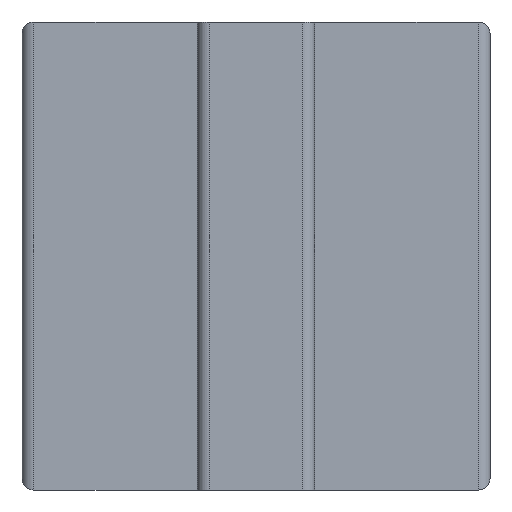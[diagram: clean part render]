
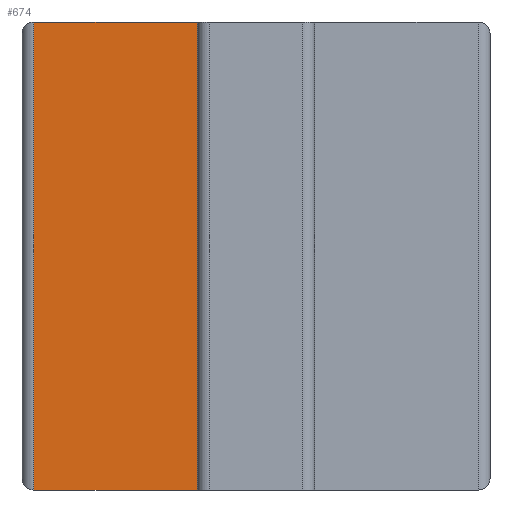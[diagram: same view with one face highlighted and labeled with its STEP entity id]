
A CAD part, front view. The second image highlights one B-rep face of the part: STEP entity #674.
In plain terms, the highlighted planar face has unit normal (0, -1, 0).
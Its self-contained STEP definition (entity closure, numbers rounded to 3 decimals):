
#34=PLANE('',#742);
#93=LINE('',#1076,#149);
#97=LINE('',#1090,#153);
#107=LINE('',#1117,#163);
#108=LINE('',#1120,#164);
#149=VECTOR('',#835,1000.);
#153=VECTOR('',#847,1000.);
#163=VECTOR('',#871,1000.);
#164=VECTOR('',#876,1000.);
#238=ORIENTED_EDGE('',*,*,#403,.T.);
#239=ORIENTED_EDGE('',*,*,#420,.F.);
#240=ORIENTED_EDGE('',*,*,#396,.F.);
#241=ORIENTED_EDGE('',*,*,#418,.T.);
#396=EDGE_CURVE('',#488,#489,#93,.T.);
#403=EDGE_CURVE('',#495,#496,#97,.T.);
#418=EDGE_CURVE('',#488,#495,#107,.T.);
#420=EDGE_CURVE('',#489,#496,#108,.T.);
#488=VERTEX_POINT('',#1075);
#489=VERTEX_POINT('',#1077);
#495=VERTEX_POINT('',#1091);
#496=VERTEX_POINT('',#1092);
#542=EDGE_LOOP('',(#238,#239,#240,#241));
#598=FACE_BOUND('',#542,.T.);
#674=ADVANCED_FACE('',(#598),#34,.F.);
#742=AXIS2_PLACEMENT_3D('',#1119,#874,#875);
#835=DIRECTION('',(1.,0.,0.));
#847=DIRECTION('',(1.,0.,0.));
#871=DIRECTION('',(0.,0.,-1.));
#874=DIRECTION('',(0.,1.,0.));
#875=DIRECTION('',(0.,0.,1.));
#876=DIRECTION('',(0.,0.,-1.));
#1075=CARTESIAN_POINT('',(-9.5,0.,10.));
#1076=CARTESIAN_POINT('',(-9.5,0.,10.));
#1077=CARTESIAN_POINT('',(-2.5,0.,10.));
#1090=CARTESIAN_POINT('',(-9.5,0.,-10.));
#1091=CARTESIAN_POINT('',(-9.5,0.,-10.));
#1092=CARTESIAN_POINT('',(-2.5,0.,-10.));
#1117=CARTESIAN_POINT('',(-9.5,0.,10.));
#1119=CARTESIAN_POINT('',(-9.5,0.,10.));
#1120=CARTESIAN_POINT('',(-2.5,0.,10.));
